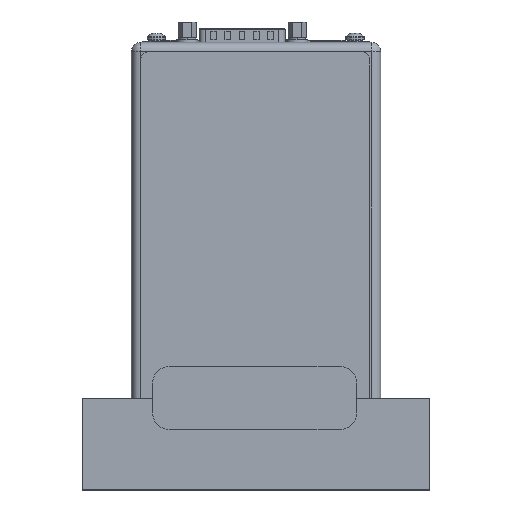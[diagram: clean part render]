
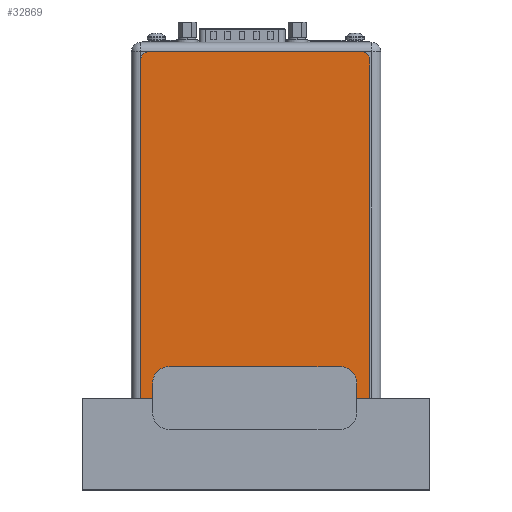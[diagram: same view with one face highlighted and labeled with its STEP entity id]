
A CAD part, top view. The second image highlights one B-rep face of the part: STEP entity #32869.
In plain terms, the highlighted planar face has unit normal (0, 0, 1).
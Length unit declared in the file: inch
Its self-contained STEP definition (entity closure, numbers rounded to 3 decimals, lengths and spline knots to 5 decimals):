
#32690=DIRECTION('',(0.,1.,0.));
#32691=VECTOR('',#32690,4.04);
#32692=CARTESIAN_POINT('',(2.73,0.,0.004));
#32693=LINE('',#32692,#32691);
#32698=DIRECTION('',(1.,0.,0.));
#32699=VECTOR('',#32698,2.73);
#32700=CARTESIAN_POINT('',(0.,0.,0.004));
#32701=LINE('',#32700,#32699);
#32702=DIRECTION('',(0.,-1.,0.));
#32703=VECTOR('',#32702,4.04);
#32704=CARTESIAN_POINT('',(0.,4.04,0.004));
#32705=LINE('',#32704,#32703);
#32714=DIRECTION('',(-1.,0.,0.));
#32715=VECTOR('',#32714,2.53);
#32716=CARTESIAN_POINT('',(2.63,4.14,0.004));
#32717=LINE('',#32716,#32715);
#32718=CARTESIAN_POINT('',(2.63,4.04,0.004));
#32719=DIRECTION('',(0.,0.,-1.));
#32720=DIRECTION('',(0.,1.,0.));
#32721=AXIS2_PLACEMENT_3D('',#32718,#32719,#32720);
#32723=CARTESIAN_POINT('',(0.1,4.04,0.004));
#32724=DIRECTION('',(0.,0.,-1.));
#32725=DIRECTION('',(-1.,0.,0.));
#32726=AXIS2_PLACEMENT_3D('',#32723,#32724,#32725);
#32740=CARTESIAN_POINT('',(2.73,4.04,0.004));
#32741=VERTEX_POINT('',#32740);
#32742=CARTESIAN_POINT('',(2.63,4.14,0.004));
#32743=VERTEX_POINT('',#32742);
#32744=CARTESIAN_POINT('',(2.73,0.,0.004));
#32745=VERTEX_POINT('',#32744);
#32746=CARTESIAN_POINT('',(0.,0.,0.004));
#32747=VERTEX_POINT('',#32746);
#32748=CARTESIAN_POINT('',(0.,4.04,0.004));
#32749=VERTEX_POINT('',#32748);
#32750=CARTESIAN_POINT('',(0.1,4.14,0.004));
#32751=VERTEX_POINT('',#32750);
#32856=CARTESIAN_POINT('',(0.,0.,0.004));
#32857=DIRECTION('',(0.,0.,1.));
#32858=DIRECTION('',(1.,0.,0.));
#32859=AXIS2_PLACEMENT_3D('',#32856,#32857,#32858);
#32860=PLANE('',#32859);
#32861=ORIENTED_EDGE('',*,*,#32780,.T.);
#32862=ORIENTED_EDGE('',*,*,#32796,.F.);
#32863=ORIENTED_EDGE('',*,*,#32809,.F.);
#32864=ORIENTED_EDGE('',*,*,#32822,.F.);
#32865=ORIENTED_EDGE('',*,*,#32837,.T.);
#32866=ORIENTED_EDGE('',*,*,#32849,.F.);
#32867=EDGE_LOOP('',(#32861,#32862,#32863,#32864,#32865,#32866));
#32868=FACE_OUTER_BOUND('',#32867,.F.);
#32869=ADVANCED_FACE('',(#32868),#32860,.T.);
#32722=CIRCLE('',#32721,0.1);
#32727=CIRCLE('',#32726,0.1);
#32780=EDGE_CURVE('',#32743,#32741,#32722,.T.);
#32796=EDGE_CURVE('',#32745,#32741,#32693,.T.);
#32809=EDGE_CURVE('',#32747,#32745,#32701,.T.);
#32822=EDGE_CURVE('',#32749,#32747,#32705,.T.);
#32837=EDGE_CURVE('',#32749,#32751,#32727,.T.);
#32849=EDGE_CURVE('',#32743,#32751,#32717,.T.);
